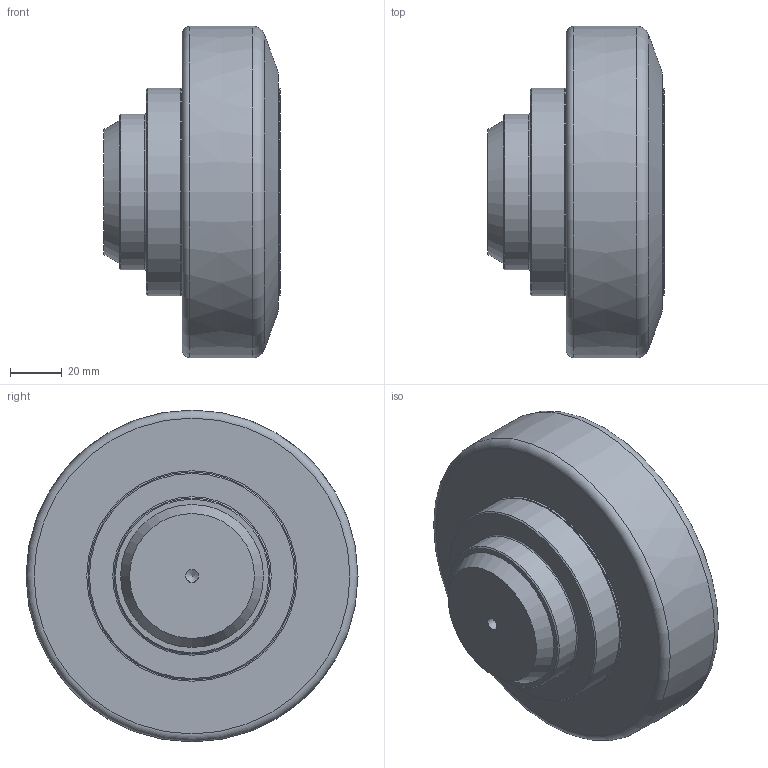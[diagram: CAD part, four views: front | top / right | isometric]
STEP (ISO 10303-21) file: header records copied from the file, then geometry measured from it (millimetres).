
FILE_DESCRIPTION(/* description */ ('-','CAx-IF Rec.Pracs.---Representation and Presentation of Product Manufacturing Information (PMI)---4.0---2014-10-13'),/* implementation_level */ '2;1');
FILE_NAME(/* name */ '5f7724dc-90fe-494a-b396-55b1663a30de.stp',/* time_stamp */ '2020-06-24T16:37:01+02:00',/* author */ ('-'),/* organization */ ('NTI CADcenter A/S'),/* preprocessor_version */ 'ST-DEVELOPER v18',/* originating_system */ 'Autodesk Inventor 2020',/* authorisation */ '-');
FILE_SCHEMA (('AP242_MANAGED_MODEL_BASED_3D_ENGINEERING_MIM_LF { 1 0 10303 442 1 1 4 }'));
Length unit declared in the file: millimetre
Products named in the file (1): PT120.0460_Kontur
Bounding box: 67.8 x 127.79 x 127.79 mm (x, y, z)
Volume: 505293.7 mm3; surface area: 74571.8 mm2
Topology: 2 solids, 2 shells, 97 faces, 265 edges, 190 vertices
Faces by surface type: plane 49, cylinder 28, cone 12, torus 7, bspline 1
Full cylindrical faces by diameter (mm): 3 x2, 4.5 x1, 4.917 x1, 12 x4, 12.4 x4, 60 x1, 71 x1, 79 x1, 80 x3, 81 x2, 84.5 x1, 86 x1, 87 x2, 89.5 x2, 95 x1
Entity records: 3621 total; most frequent: CARTESIAN_POINT 846, DIRECTION 573, ORIENTED_EDGE 528, EDGE_CURVE 264, AXIS2_PLACEMENT_3D 230, VERTEX_POINT 190, CIRCLE 133, EDGE_LOOP 124
